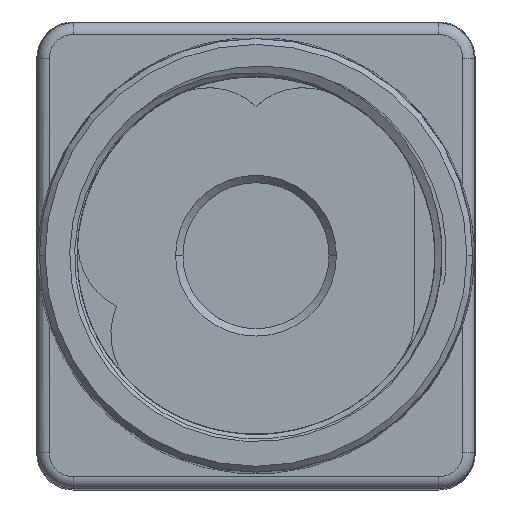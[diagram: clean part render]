
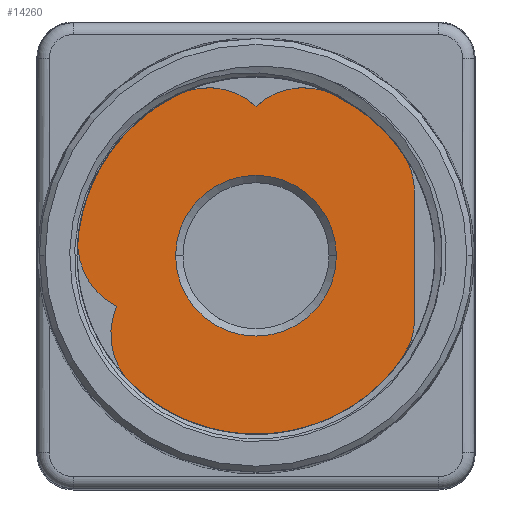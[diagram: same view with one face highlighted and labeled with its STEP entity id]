
A CAD part, top view. The second image highlights one B-rep face of the part: STEP entity #14260.
In plain terms, the highlighted planar face has unit normal (0, 0, 1).
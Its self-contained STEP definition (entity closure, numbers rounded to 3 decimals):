
#4530=CARTESIAN_POINT('',(-3.265,6.663,5.35));
#4531=DIRECTION('',(0.,0.,1.));
#4532=DIRECTION('',(0.676,0.737,0.));
#4533=AXIS2_PLACEMENT_3D('',#4530,#4531,#4532);
#4535=CARTESIAN_POINT('',(3.265,6.663,5.35));
#4536=DIRECTION('',(0.,0.,1.));
#4537=DIRECTION('',(0.44,0.898,0.));
#4538=AXIS2_PLACEMENT_3D('',#4535,#4536,#4537);
#4540=CARTESIAN_POINT('',(0.,0.,5.35));
#4541=DIRECTION('',(0.,0.,1.));
#4542=DIRECTION('',(0.811,0.585,0.));
#4543=AXIS2_PLACEMENT_3D('',#4540,#4541,#4542);
#4545=CARTESIAN_POINT('',(6.02,4.338,5.35));
#4546=DIRECTION('',(0.,0.,1.));
#4547=DIRECTION('',(1.,0.,0.));
#4548=AXIS2_PLACEMENT_3D('',#4545,#4546,#4547);
#4550=DIRECTION('',(0.,-1.,0.));
#4551=VECTOR('',#4550,8.675);
#4552=CARTESIAN_POINT('',(10.85,4.338,5.35));
#4553=LINE('',#4552,#4551);
#4554=CARTESIAN_POINT('',(6.02,-4.338,5.35));
#4555=DIRECTION('',(0.,0.,1.));
#4556=DIRECTION('',(0.811,-0.585,0.));
#4557=AXIS2_PLACEMENT_3D('',#4554,#4555,#4556);
#4559=CARTESIAN_POINT('',(0.,0.,5.35));
#4560=DIRECTION('',(0.,0.,1.));
#4561=DIRECTION('',(-0.688,-0.726,0.));
#4562=AXIS2_PLACEMENT_3D('',#4559,#4560,#4561);
#4564=CARTESIAN_POINT('',(-5.104,-5.386,5.35));
#4565=DIRECTION('',(0.,0.,1.));
#4566=DIRECTION('',(-0.918,0.396,0.));
#4567=AXIS2_PLACEMENT_3D('',#4564,#4565,#4566);
#4569=CARTESIAN_POINT('',(-7.372,0.845,5.35));
#4570=DIRECTION('',(0.,0.,1.));
#4571=DIRECTION('',(-0.993,0.114,0.));
#4572=AXIS2_PLACEMENT_3D('',#4569,#4570,#4571);
#4574=CARTESIAN_POINT('',(0.,0.,5.35));
#4575=DIRECTION('',(0.,0.,1.));
#4576=DIRECTION('',(-0.44,0.898,0.));
#4577=AXIS2_PLACEMENT_3D('',#4574,#4575,#4576);
#4626=CARTESIAN_POINT('',(0.,0.,5.35));
#4627=DIRECTION('',(0.,0.,1.));
#4628=DIRECTION('',(1.,0.,0.));
#4629=AXIS2_PLACEMENT_3D('',#4626,#4627,#4628);
#4644=CARTESIAN_POINT('',(0.,0.,5.35));
#4645=DIRECTION('',(0.,0.,1.));
#4646=DIRECTION('',(-1.,0.,0.));
#4647=AXIS2_PLACEMENT_3D('',#4644,#4645,#4646);
#10541=CARTESIAN_POINT('',(0.,10.222,5.35));
#10542=CARTESIAN_POINT('',(-5.39,11.,5.35));
#10543=VERTEX_POINT('',#10541);
#10544=VERTEX_POINT('',#10542);
#10545=CARTESIAN_POINT('',(5.39,11.,5.35));
#10546=VERTEX_POINT('',#10545);
#10547=CARTESIAN_POINT('',(10.85,4.338,5.35));
#10548=CARTESIAN_POINT('',(10.85,-4.338,5.35));
#10549=VERTEX_POINT('',#10547);
#10550=VERTEX_POINT('',#10548);
#10563=CARTESIAN_POINT('',(-8.426,-8.892,5.35));
#10564=CARTESIAN_POINT('',(9.939,-7.161,5.35));
#10565=VERTEX_POINT('',#10563);
#10566=VERTEX_POINT('',#10564);
#10567=CARTESIAN_POINT('',(9.939,7.161,5.35));
#10568=VERTEX_POINT('',#10567);
#10569=CARTESIAN_POINT('',(-12.17,1.396,5.35));
#10570=VERTEX_POINT('',#10569);
#10573=CARTESIAN_POINT('',(-9.538,-3.472,5.35));
#10574=VERTEX_POINT('',#10573);
#10581=CARTESIAN_POINT('',(-5.5,0.,5.35));
#10582=CARTESIAN_POINT('',(5.5,0.,5.35));
#10583=VERTEX_POINT('',#10581);
#10584=VERTEX_POINT('',#10582);
#14231=CARTESIAN_POINT('',(0.,0.,5.35));
#14232=DIRECTION('',(0.,0.,1.));
#14233=DIRECTION('',(-1.,0.,0.));
#14234=AXIS2_PLACEMENT_3D('',#14231,#14232,#14233);
#14235=PLANE('',#14234);
#14237=ORIENTED_EDGE('',*,*,#14236,.F.);
#14239=ORIENTED_EDGE('',*,*,#14238,.F.);
#14240=ORIENTED_EDGE('',*,*,#14183,.F.);
#14242=ORIENTED_EDGE('',*,*,#14241,.F.);
#14244=ORIENTED_EDGE('',*,*,#14243,.T.);
#14245=ORIENTED_EDGE('',*,*,#14222,.F.);
#14246=ORIENTED_EDGE('',*,*,#13159,.F.);
#14248=ORIENTED_EDGE('',*,*,#14247,.F.);
#14250=ORIENTED_EDGE('',*,*,#14249,.F.);
#14251=ORIENTED_EDGE('',*,*,#14191,.F.);
#14252=EDGE_LOOP('',(#14237,#14239,#14240,#14242,#14244,#14245,#14246,#14248,
#14250,#14251));
#14253=FACE_OUTER_BOUND('',#14252,.F.);
#14255=ORIENTED_EDGE('',*,*,#14254,.T.);
#14257=ORIENTED_EDGE('',*,*,#14256,.T.);
#14258=EDGE_LOOP('',(#14255,#14257));
#14259=FACE_BOUND('',#14258,.F.);
#14260=ADVANCED_FACE('',(#14253,#14259),#14235,.T.);
#4534=CIRCLE('',#4533,4.83);
#4539=CIRCLE('',#4538,4.83);
#4544=CIRCLE('',#4543,12.25);
#4549=CIRCLE('',#4548,4.83);
#4558=CIRCLE('',#4557,4.83);
#4563=CIRCLE('',#4562,12.25);
#4568=CIRCLE('',#4567,4.83);
#4573=CIRCLE('',#4572,4.83);
#4578=CIRCLE('',#4577,12.25);
#4630=CIRCLE('',#4629,5.5);
#4648=CIRCLE('',#4647,5.5);
#13159=EDGE_CURVE('',#10565,#10566,#4563,.T.);
#14183=EDGE_CURVE('',#10568,#10546,#4544,.T.);
#14191=EDGE_CURVE('',#10544,#10570,#4578,.T.);
#14222=EDGE_CURVE('',#10566,#10550,#4558,.T.);
#14236=EDGE_CURVE('',#10543,#10544,#4534,.T.);
#14238=EDGE_CURVE('',#10546,#10543,#4539,.T.);
#14241=EDGE_CURVE('',#10549,#10568,#4549,.T.);
#14243=EDGE_CURVE('',#10549,#10550,#4553,.T.);
#14247=EDGE_CURVE('',#10574,#10565,#4568,.T.);
#14249=EDGE_CURVE('',#10570,#10574,#4573,.T.);
#14254=EDGE_CURVE('',#10584,#10583,#4630,.T.);
#14256=EDGE_CURVE('',#10583,#10584,#4648,.T.);
